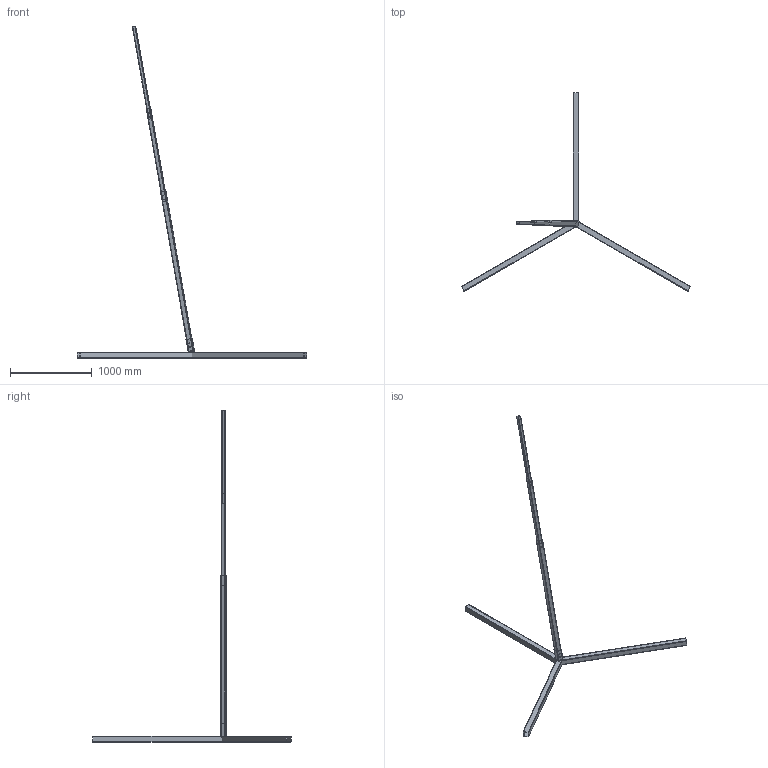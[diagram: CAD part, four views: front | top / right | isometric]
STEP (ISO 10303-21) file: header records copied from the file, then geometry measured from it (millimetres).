
FILE_DESCRIPTION(/* description */ (''),/* implementation_level */ '2;1');
FILE_NAME(/* name */ 'LAUNCHPAD.stp',/* time_stamp */ '2025-03-27T10:38:17+03:00',/* author */ ('User'),/* organization */ (''),/* preprocessor_version */ 'ST-DEVELOPER v19',/* originating_system */ 'Autodesk Inventor 2023',/* authorisation */ '');
FILE_SCHEMA (('AUTOMOTIVE_DESIGN { 1 0 10303 214 3 1 1 }'));
Length unit declared in the file: millimetre
Products named in the file (22): BASE; BASE_1; Frame 1743054956771; Skeleton 1743054956772; ISO 10799-2 - 70x70x3 - 1600; ISO 10799-2 - 70x70x3 - 1600_1; ISO 10799-2 - 70x70x3 - 1600_2; ISO 10799-2 - 70x70x3 - 200; LP01; LP_01; Frame 1743052582786; Skeleton 1743052582824; ISO 10799-2 - 60x60x3 - 2000; LP02; Frame 1743058174007; Skeleton 1743058174036; ISO 10799-2 - 50x50x3 - 1150; LP02_2; LP_02; Frame 1743060041581; Skeleton 1743060041599; ISO 10799-2 - 40x40x3 - 1150
Assembly tree (22 placements, depth 4):
  BASE
    BASE_1
    Frame 1743054956771
      Skeleton 1743054956772
      ISO 10799-2 - 70x70x3 - 1600
      ISO 10799-2 - 70x70x3 - 1600_1
      ISO 10799-2 - 70x70x3 - 1600_2
      ISO 10799-2 - 70x70x3 - 200
    LP01
      LP_01
      Frame 1743052582786
        Skeleton 1743052582824
        ISO 10799-2 - 60x60x3 - 2000
    LP02
      LP_02
      Frame 1743058174007
        Skeleton 1743058174036
        ISO 10799-2 - 50x50x3 - 1150
    LP02_2
      LP_02
      Frame 1743060041581
        Skeleton 1743060041599
        ISO 10799-2 - 40x40x3 - 1150
Bounding box: 2806.28 x 2430.31 x 4058.94 mm (x, y, z)
Volume: 6298039.9 mm3; surface area: 4211299 mm2
Topology: 8 solids, 8 shells, 172 faces, 480 edges, 335 vertices
Faces by surface type: cylinder 93, plane 79
Full cylindrical faces by diameter (mm): 10 x28
Entity records: 6477 total; most frequent: DIRECTION 1087, CARTESIAN_POINT 1039, ORIENTED_EDGE 936, EDGE_CURVE 468, AXIS2_PLACEMENT_3D 405, VERTEX_POINT 311, LINE 277, VECTOR 277
